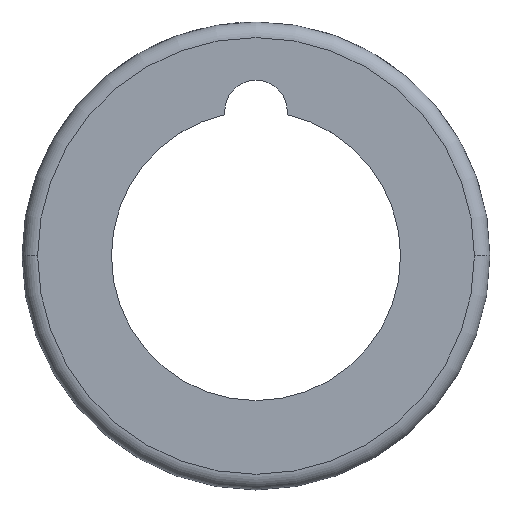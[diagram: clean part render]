
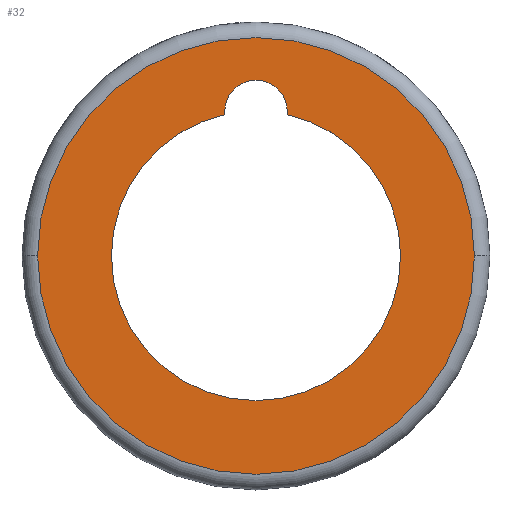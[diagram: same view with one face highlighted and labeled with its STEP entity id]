
A CAD part, top view. The second image highlights one B-rep face of the part: STEP entity #32.
In plain terms, the highlighted planar face has unit normal (0, 0, 1).
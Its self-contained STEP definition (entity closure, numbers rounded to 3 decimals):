
#14 = VERTEX_POINT ( 'NONE', #756 ) ;
#26 = DIRECTION ( 'NONE',  ( -1., 0., 0. ) ) ;
#32 = ADVANCED_FACE ( 'NONE', ( #232, #761 ), #105, .T. ) ;
#39 = DIRECTION ( 'NONE',  ( -1., 0., 0. ) ) ;
#43 = CARTESIAN_POINT ( 'NONE',  ( 0., 0., 19. ) ) ;
#46 = ORIENTED_EDGE ( 'NONE', *, *, #686, .T. ) ;
#56 = EDGE_CURVE ( 'NONE', #556, #486, #506, .T. ) ;
#58 = AXIS2_PLACEMENT_3D ( 'NONE', #424, #319, #427 ) ;
#69 = AXIS2_PLACEMENT_3D ( 'NONE', #620, #558, #453 ) ;
#98 = CARTESIAN_POINT ( 'NONE',  ( -70., 0., 19. ) ) ;
#105 = PLANE ( 'NONE',  #111 ) ;
#110 = DIRECTION ( 'NONE',  ( 0., 0., 1. ) ) ;
#111 = AXIS2_PLACEMENT_3D ( 'NONE', #697, #110, #469 ) ;
#162 = ORIENTED_EDGE ( 'NONE', *, *, #385, .T. ) ;
#171 = EDGE_LOOP ( 'NONE', ( #529, #739 ) ) ;
#186 = CARTESIAN_POINT ( 'NONE',  ( -10., 46.35, 19. ) ) ;
#187 = CARTESIAN_POINT ( 'NONE',  ( 10., 46.35, 19. ) ) ;
#190 = DIRECTION ( 'NONE',  ( 0., 0., -1. ) ) ;
#197 = DIRECTION ( 'NONE',  ( 0., 0., -1. ) ) ;
#202 = ORIENTED_EDGE ( 'NONE', *, *, #643, .T. ) ;
#209 = EDGE_CURVE ( 'NONE', #679, #664, #587, .T. ) ;
#213 = CARTESIAN_POINT ( 'NONE',  ( 0., 46.35, 19. ) ) ;
#230 = VERTEX_POINT ( 'NONE', #719 ) ;
#232 = FACE_BOUND ( 'NONE', #574, .T. ) ;
#234 = CARTESIAN_POINT ( 'NONE',  ( 0., 0., 19. ) ) ;
#250 = DIRECTION ( 'NONE',  ( -1., 0., 0. ) ) ;
#262 = DIRECTION ( 'NONE',  ( 0., 0., -1. ) ) ;
#276 = CARTESIAN_POINT ( 'NONE',  ( 0., 0., 19. ) ) ;
#278 = CARTESIAN_POINT ( 'NONE',  ( 70., 0., 19. ) ) ;
#283 = CIRCLE ( 'NONE', #69, 46.35 ) ;
#296 = CIRCLE ( 'NONE', #417, 70. ) ;
#313 = CARTESIAN_POINT ( 'NONE',  ( 9.942, 45.271, 19. ) ) ;
#319 = DIRECTION ( 'NONE',  ( 0., 0., -1. ) ) ;
#362 = AXIS2_PLACEMENT_3D ( 'NONE', #659, #190, #650 ) ;
#375 = CARTESIAN_POINT ( 'NONE',  ( 0., 46.35, 19. ) ) ;
#385 = EDGE_CURVE ( 'NONE', #488, #230, #413, .T. ) ;
#399 = AXIS2_PLACEMENT_3D ( 'NONE', #234, #640, #475 ) ;
#413 = CIRCLE ( 'NONE', #583, 46.35 ) ;
#417 = AXIS2_PLACEMENT_3D ( 'NONE', #43, #554, #561 ) ;
#424 = CARTESIAN_POINT ( 'NONE',  ( 0., 0., 19. ) ) ;
#427 = DIRECTION ( 'NONE',  ( -1., 0., 0. ) ) ;
#451 = DIRECTION ( 'NONE',  ( 0., 0., -1. ) ) ;
#453 = DIRECTION ( 'NONE',  ( -1., 0., 0. ) ) ;
#454 = ORIENTED_EDGE ( 'NONE', *, *, #209, .T. ) ;
#456 = EDGE_CURVE ( 'NONE', #486, #556, #296, .T. ) ;
#458 = AXIS2_PLACEMENT_3D ( 'NONE', #375, #262, #250 ) ;
#461 = EDGE_CURVE ( 'NONE', #230, #14, #283, .T. ) ;
#469 = DIRECTION ( 'NONE',  ( 1., 0., 0. ) ) ;
#475 = DIRECTION ( 'NONE',  ( 1., 0., 0. ) ) ;
#486 = VERTEX_POINT ( 'NONE', #278 ) ;
#488 = VERTEX_POINT ( 'NONE', #684 ) ;
#493 = EDGE_CURVE ( 'NONE', #767, #679, #544, .T. ) ;
#506 = CIRCLE ( 'NONE', #399, 70. ) ;
#529 = ORIENTED_EDGE ( 'NONE', *, *, #456, .T. ) ;
#544 = CIRCLE ( 'NONE', #626, 10. ) ;
#554 = DIRECTION ( 'NONE',  ( 0., 0., 1. ) ) ;
#556 = VERTEX_POINT ( 'NONE', #98 ) ;
#558 = DIRECTION ( 'NONE',  ( 0., 0., -1. ) ) ;
#561 = DIRECTION ( 'NONE',  ( 1., 0., 0. ) ) ;
#574 = EDGE_LOOP ( 'NONE', ( #202, #162, #680, #46, #624, #454 ) ) ;
#583 = AXIS2_PLACEMENT_3D ( 'NONE', #276, #197, #26 ) ;
#587 = CIRCLE ( 'NONE', #362, 10. ) ;
#620 = CARTESIAN_POINT ( 'NONE',  ( 0., 0., 19. ) ) ;
#624 = ORIENTED_EDGE ( 'NONE', *, *, #493, .T. ) ;
#626 = AXIS2_PLACEMENT_3D ( 'NONE', #213, #451, #39 ) ;
#640 = DIRECTION ( 'NONE',  ( 0., 0., 1. ) ) ;
#643 = EDGE_CURVE ( 'NONE', #664, #488, #698, .T. ) ;
#650 = DIRECTION ( 'NONE',  ( -1., 0., 0. ) ) ;
#659 = CARTESIAN_POINT ( 'NONE',  ( 0., 46.35, 19. ) ) ;
#664 = VERTEX_POINT ( 'NONE', #313 ) ;
#679 = VERTEX_POINT ( 'NONE', #187 ) ;
#680 = ORIENTED_EDGE ( 'NONE', *, *, #461, .T. ) ;
#684 = CARTESIAN_POINT ( 'NONE',  ( 46.35, 0., 19. ) ) ;
#686 = EDGE_CURVE ( 'NONE', #14, #767, #721, .T. ) ;
#697 = CARTESIAN_POINT ( 'NONE',  ( 0., 0., 19. ) ) ;
#698 = CIRCLE ( 'NONE', #58, 46.35 ) ;
#719 = CARTESIAN_POINT ( 'NONE',  ( -46.35, 0., 19. ) ) ;
#721 = CIRCLE ( 'NONE', #458, 10. ) ;
#739 = ORIENTED_EDGE ( 'NONE', *, *, #56, .T. ) ;
#756 = CARTESIAN_POINT ( 'NONE',  ( -9.942, 45.271, 19. ) ) ;
#761 = FACE_OUTER_BOUND ( 'NONE', #171, .T. ) ;
#767 = VERTEX_POINT ( 'NONE', #186 ) ;
